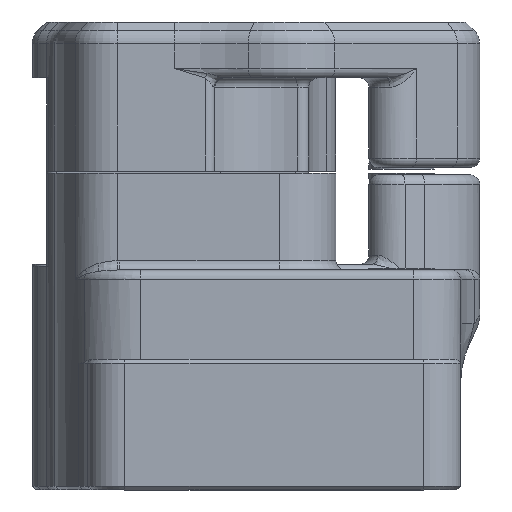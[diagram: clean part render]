
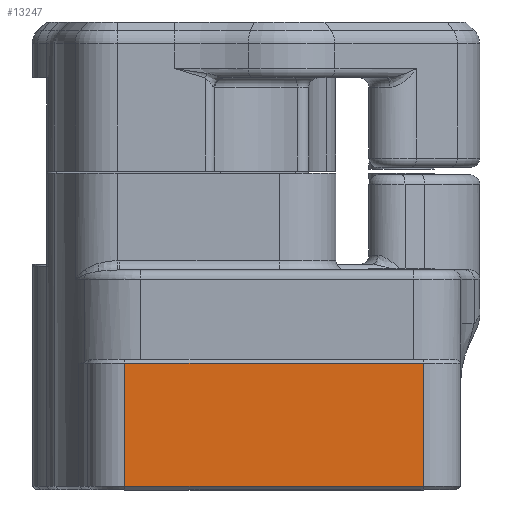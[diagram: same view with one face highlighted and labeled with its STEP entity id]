
A CAD part, front view. The second image highlights one B-rep face of the part: STEP entity #13247.
In plain terms, the highlighted planar face has unit normal (0, -1, 0).
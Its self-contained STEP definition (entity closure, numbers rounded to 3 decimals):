
#656=PLANE('',#14430);
#1230=FACE_OUTER_BOUND('',#2062,.T.);
#2062=EDGE_LOOP('',(#10535,#10536,#10537,#10538));
#3035=LINE('',#22024,#4194);
#3036=LINE('',#22026,#4195);
#3037=LINE('',#22028,#4196);
#3038=LINE('',#22029,#4197);
#4194=VECTOR('',#17149,10.);
#4195=VECTOR('',#17150,10.);
#4196=VECTOR('',#17151,10.);
#4197=VECTOR('',#17152,10.);
#6146=VERTEX_POINT('',#22022);
#6147=VERTEX_POINT('',#22023);
#6148=VERTEX_POINT('',#22025);
#6149=VERTEX_POINT('',#22027);
#7693=EDGE_CURVE('',#6146,#6147,#3035,.T.);
#7694=EDGE_CURVE('',#6148,#6146,#3036,.T.);
#7695=EDGE_CURVE('',#6149,#6148,#3037,.T.);
#7696=EDGE_CURVE('',#6147,#6149,#3038,.T.);
#10535=ORIENTED_EDGE('',*,*,#7693,.F.);
#10536=ORIENTED_EDGE('',*,*,#7694,.F.);
#10537=ORIENTED_EDGE('',*,*,#7695,.F.);
#10538=ORIENTED_EDGE('',*,*,#7696,.F.);
#13247=ADVANCED_FACE('',(#1230),#656,.T.);
#14430=AXIS2_PLACEMENT_3D('',#22021,#17147,#17148);
#17147=DIRECTION('center_axis',(0.,-1.,0.));
#17148=DIRECTION('ref_axis',(1.,0.,0.));
#17149=DIRECTION('',(-1.,0.,0.));
#17150=DIRECTION('',(0.,0.,-1.));
#17151=DIRECTION('',(1.,0.,0.));
#17152=DIRECTION('',(0.,0.,1.));
#22021=CARTESIAN_POINT('Origin',(-140.,-194.8,-22.2));
#22022=CARTESIAN_POINT('',(-104.,-194.8,-21.8));
#22023=CARTESIAN_POINT('',(-136.,-194.8,-21.8));
#22024=CARTESIAN_POINT('',(-123.165,-194.8,-21.8));
#22025=CARTESIAN_POINT('',(-104.,-194.8,-8.6));
#22026=CARTESIAN_POINT('',(-104.,-194.8,-5.2));
#22027=CARTESIAN_POINT('',(-136.,-194.8,-8.6));
#22028=CARTESIAN_POINT('',(-130.,-194.8,-8.6));
#22029=CARTESIAN_POINT('',(-136.,-194.8,-22.2));
